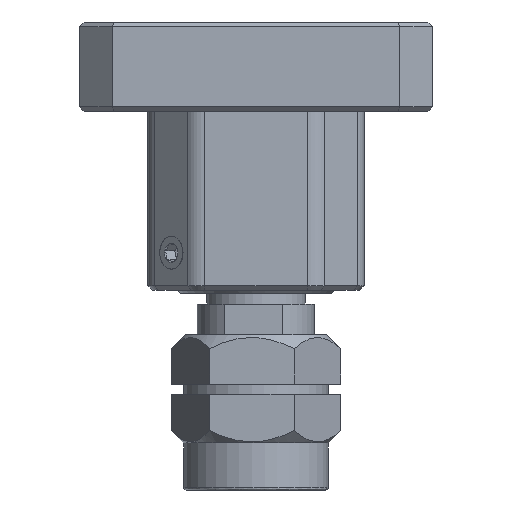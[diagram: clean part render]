
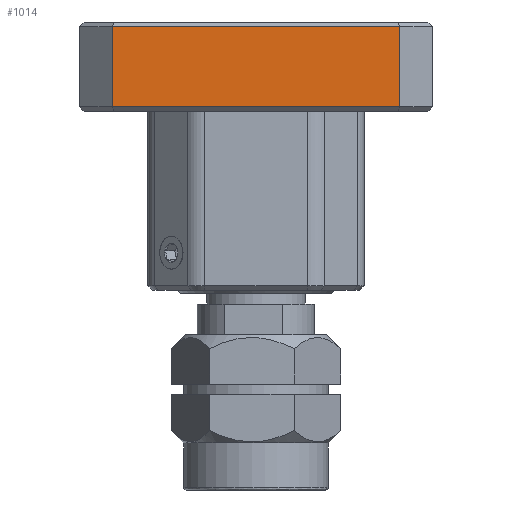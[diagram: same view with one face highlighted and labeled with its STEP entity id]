
A CAD part, front view. The second image highlights one B-rep face of the part: STEP entity #1014.
In plain terms, the highlighted planar face has unit normal (0, -1, 0).
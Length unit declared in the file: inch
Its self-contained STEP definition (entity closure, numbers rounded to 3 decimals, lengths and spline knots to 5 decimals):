
#166 = LINE ( 'NONE', #271, #1622 ) ;
#195 = LINE ( 'NONE', #3314, #2924 ) ;
#271 = CARTESIAN_POINT ( 'NONE',  ( -0.305, -0.375, -0.01 ) ) ;
#539 = VECTOR ( 'NONE', #3586, 39.37008 ) ;
#589 = VECTOR ( 'NONE', #3958, 39.37008 ) ;
#672 = CARTESIAN_POINT ( 'NONE',  ( -0.375, -0.375, -0.19 ) ) ;
#872 = DIRECTION ( 'NONE',  ( 1., 0., 0. ) ) ;
#1014 = ADVANCED_FACE ( 'NONE', ( #1060 ), #2691, .T. ) ;
#1060 = FACE_OUTER_BOUND ( 'NONE', #4080, .T. ) ;
#1088 = VERTEX_POINT ( 'NONE', #3112 ) ;
#1219 = AXIS2_PLACEMENT_3D ( 'NONE', #672, #4077, #4441 ) ;
#1561 = VERTEX_POINT ( 'NONE', #4418 ) ;
#1622 = VECTOR ( 'NONE', #2254, 39.37008 ) ;
#1761 = ORIENTED_EDGE ( 'NONE', *, *, #2158, .T. ) ;
#1800 = ORIENTED_EDGE ( 'NONE', *, *, #4407, .T. ) ;
#1900 = CARTESIAN_POINT ( 'NONE',  ( -0.305, -0.375, -0.19 ) ) ;
#2158 = EDGE_CURVE ( 'NONE', #1088, #3047, #166, .T. ) ;
#2254 = DIRECTION ( 'NONE',  ( -1., 0., 0. ) ) ;
#2344 = CARTESIAN_POINT ( 'NONE',  ( -0.305, -0.375, -0.18 ) ) ;
#2569 = LINE ( 'NONE', #1900, #589 ) ;
#2661 = CARTESIAN_POINT ( 'NONE',  ( 0.305, -0.375, -0.19 ) ) ;
#2691 = PLANE ( 'NONE',  #1219 ) ;
#2872 = EDGE_CURVE ( 'NONE', #1561, #1088, #4299, .T. ) ;
#2899 = EDGE_CURVE ( 'NONE', #2988, #1561, #195, .T. ) ;
#2924 = VECTOR ( 'NONE', #872, 39.37008 ) ;
#2988 = VERTEX_POINT ( 'NONE', #2344 ) ;
#3047 = VERTEX_POINT ( 'NONE', #4414 ) ;
#3112 = CARTESIAN_POINT ( 'NONE',  ( 0.305, -0.375, -0.01 ) ) ;
#3245 = ORIENTED_EDGE ( 'NONE', *, *, #2872, .T. ) ;
#3314 = CARTESIAN_POINT ( 'NONE',  ( -0.375, -0.375, -0.18 ) ) ;
#3586 = DIRECTION ( 'NONE',  ( 0., 0., 1. ) ) ;
#3789 = ORIENTED_EDGE ( 'NONE', *, *, #2899, .T. ) ;
#3958 = DIRECTION ( 'NONE',  ( 0., 0., -1. ) ) ;
#4077 = DIRECTION ( 'NONE',  ( 0., -1., 0. ) ) ;
#4080 = EDGE_LOOP ( 'NONE', ( #1800, #3789, #3245, #1761 ) ) ;
#4299 = LINE ( 'NONE', #2661, #539 ) ;
#4407 = EDGE_CURVE ( 'NONE', #3047, #2988, #2569, .T. ) ;
#4414 = CARTESIAN_POINT ( 'NONE',  ( -0.305, -0.375, -0.01 ) ) ;
#4418 = CARTESIAN_POINT ( 'NONE',  ( 0.305, -0.375, -0.18 ) ) ;
#4441 = DIRECTION ( 'NONE',  ( 0., 0., -1. ) ) ;
